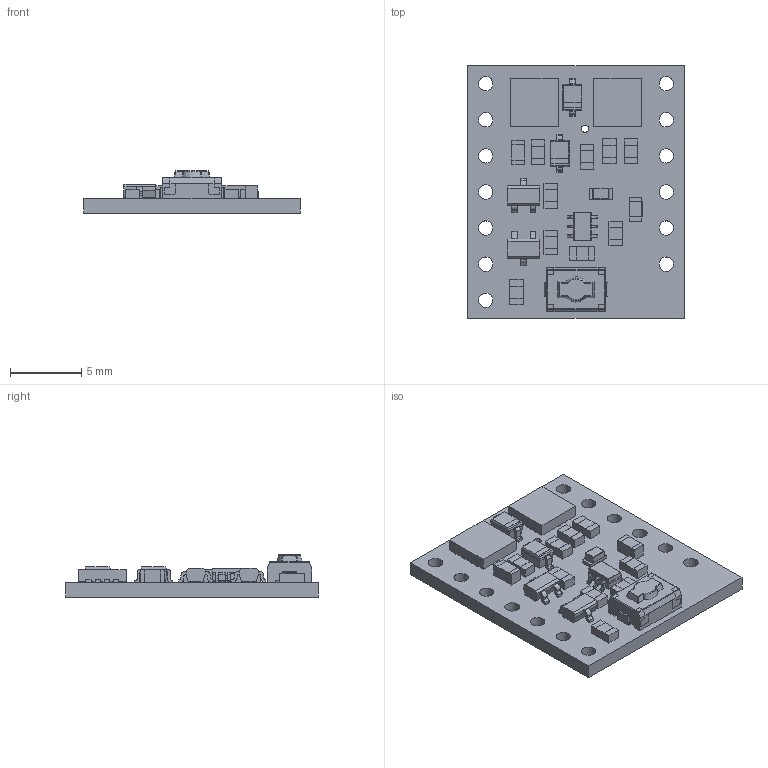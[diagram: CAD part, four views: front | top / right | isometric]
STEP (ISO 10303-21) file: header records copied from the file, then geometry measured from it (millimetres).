
FILE_DESCRIPTION (( 'STEP AP214' ), '1' );
FILE_NAME ('mini-pushbutton-power-switch-with-reverse-voltage-protection.step', '2017-06-20T18:19:41', ( '' ), ( '' ), 'SwSTEP 2.0', 'SolidWorks 2016', '' );
FILE_SCHEMA (( 'AUTOMOTIVE_DESIGN' ));
Length unit declared in the file: millimetre
Products named in the file (1): mini-pushbutton-power-switch-with-reverse-voltage-protection
Bounding box: 15.24 x 17.78 x 2.97 mm (x, y, z)
Volume: 329.4 mm3; surface area: 826.7 mm2
Topology: 1 solids, 1 shells, 1050 faces, 2872 edges, 1867 vertices
Faces by surface type: plane 736, bspline 176, cylinder 130, sphere 4, cone 2, torus 2
Full cylindrical faces by diameter (mm): 0.4 x2, 0.508 x1, 0.7 x2, 1.016 x13
Entity records: 46403 total; most frequent: CARTESIAN_POINT 13271, ORIENTED_EDGE 5704, DIRECTION 4433, EDGE_CURVE 2852, LINE 2227, VECTOR 2227, VERTEX_POINT 1865, EDGE_LOOP 1179
